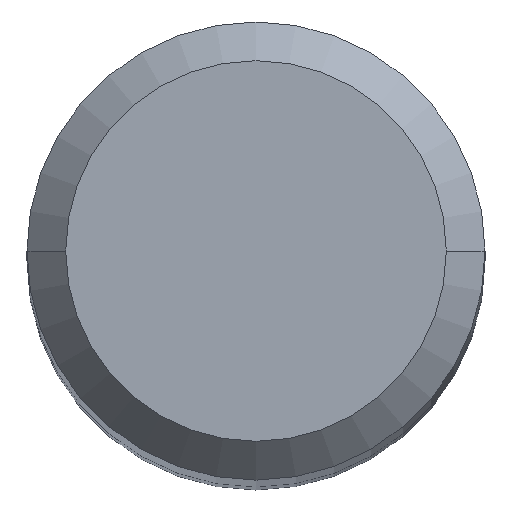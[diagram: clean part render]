
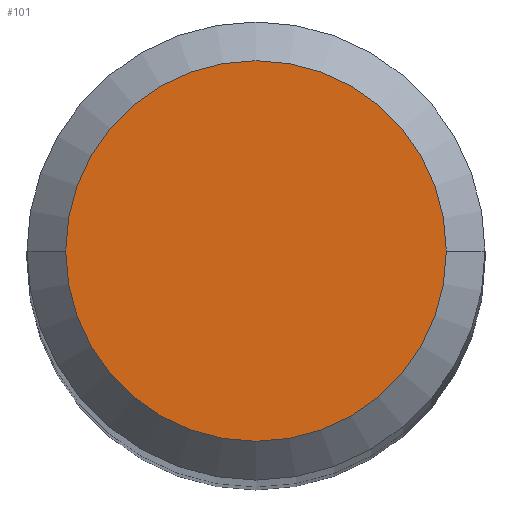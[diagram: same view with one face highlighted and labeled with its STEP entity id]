
A CAD part, top view. The second image highlights one B-rep face of the part: STEP entity #101.
In plain terms, the highlighted planar face has unit normal (0, 0, 1).
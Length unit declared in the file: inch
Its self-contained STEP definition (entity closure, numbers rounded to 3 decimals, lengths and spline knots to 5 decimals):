
#5 = ORIENTED_EDGE ( 'NONE', *, *, #265, .T. ) ;
#10 = VERTEX_POINT ( 'NONE', #354 ) ;
#25 = CARTESIAN_POINT ( 'NONE',  ( -0.0981, 0., 0. ) ) ;
#60 = CARTESIAN_POINT ( 'NONE',  ( 0., 0.0981, 0. ) ) ;
#96 = DIRECTION ( 'NONE',  ( 1., 0., 0. ) ) ;
#98 = AXIS2_PLACEMENT_3D ( 'NONE', #292, #385, #96 ) ;
#101 = ADVANCED_FACE ( 'NONE', ( #153 ), #287, .F. ) ;
#110 = ORIENTED_EDGE ( 'NONE', *, *, #238, .T. ) ;
#147 = AXIS2_PLACEMENT_3D ( 'NONE', #149, #255, #325 ) ;
#149 = CARTESIAN_POINT ( 'NONE',  ( 0., 0., 0. ) ) ;
#153 = FACE_OUTER_BOUND ( 'NONE', #173, .T. ) ;
#173 = EDGE_LOOP ( 'NONE', ( #110, #5 ) ) ;
#215 = CIRCLE ( 'NONE', #98, 0.0981 ) ;
#238 = EDGE_CURVE ( 'NONE', #372, #10, #215, .T. ) ;
#253 = DIRECTION ( 'NONE',  ( -1., 0., 0. ) ) ;
#255 = DIRECTION ( 'NONE',  ( 0., 0., 1. ) ) ;
#265 = EDGE_CURVE ( 'NONE', #10, #372, #306, .T. ) ;
#287 = PLANE ( 'NONE',  #301 ) ;
#292 = CARTESIAN_POINT ( 'NONE',  ( 0., 0., 0. ) ) ;
#301 = AXIS2_PLACEMENT_3D ( 'NONE', #60, #402, #253 ) ;
#306 = CIRCLE ( 'NONE', #147, 0.0981 ) ;
#325 = DIRECTION ( 'NONE',  ( 1., 0., 0. ) ) ;
#354 = CARTESIAN_POINT ( 'NONE',  ( 0.0981, 0., 0. ) ) ;
#372 = VERTEX_POINT ( 'NONE', #25 ) ;
#385 = DIRECTION ( 'NONE',  ( 0., 0., 1. ) ) ;
#402 = DIRECTION ( 'NONE',  ( 0., 0., -1. ) ) ;
